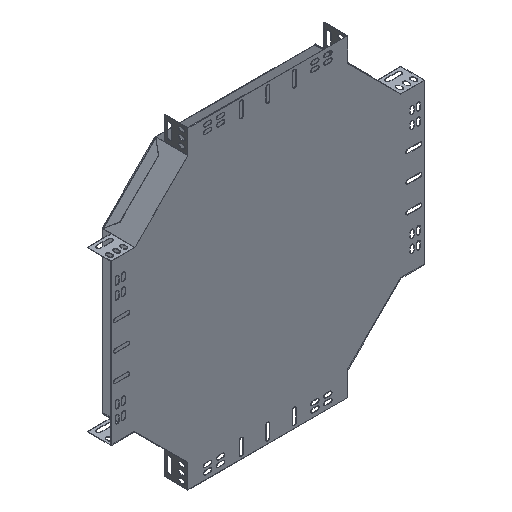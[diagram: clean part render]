
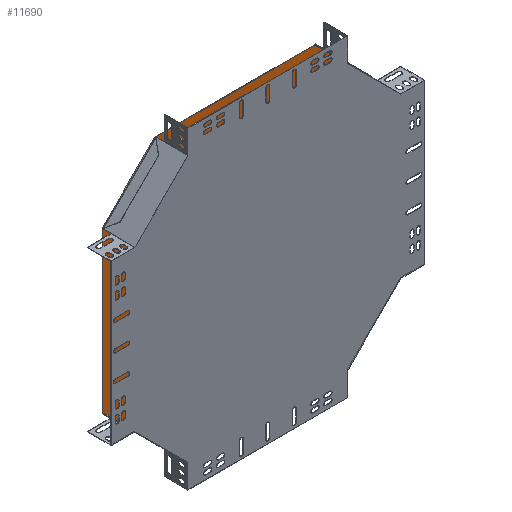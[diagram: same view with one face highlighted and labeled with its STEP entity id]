
A CAD part, isometric view. The second image highlights one B-rep face of the part: STEP entity #11690.
In plain terms, the highlighted planar face has unit normal (0, -1, 0).
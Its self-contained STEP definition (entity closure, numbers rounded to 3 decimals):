
#9 = EDGE_CURVE ( 'NONE', #12482, #7556, #6188, .T. ) ;
#429 = VECTOR ( 'NONE', #7105, 1000. ) ;
#588 = VECTOR ( 'NONE', #2212, 1000. ) ;
#666 = EDGE_CURVE ( 'NONE', #6285, #12482, #8823, .T. ) ;
#840 = EDGE_CURVE ( 'NONE', #9826, #8660, #6277, .T. ) ;
#952 = AXIS2_PLACEMENT_3D ( 'NONE', #12456, #13495, #7397 ) ;
#999 = EDGE_CURVE ( 'NONE', #3721, #3404, #8484, .T. ) ;
#1166 = EDGE_CURVE ( 'NONE', #7556, #10634, #11077, .T. ) ;
#1193 = DIRECTION ( 'NONE',  ( -0.707, 0., 0.707 ) ) ;
#1324 = VECTOR ( 'NONE', #6494, 1000. ) ;
#1361 = CARTESIAN_POINT ( 'NONE',  ( 159.263, 189.964, -246.549 ) ) ;
#1414 = DIRECTION ( 'NONE',  ( -0.707, 0., -0.707 ) ) ;
#1656 = LINE ( 'NONE', #5466, #1324 ) ;
#1933 = ORIENTED_EDGE ( 'NONE', *, *, #1166, .F. ) ;
#2212 = DIRECTION ( 'NONE',  ( -1., 0., 0. ) ) ;
#2532 = FACE_OUTER_BOUND ( 'NONE', #10468, .T. ) ;
#2605 = VECTOR ( 'NONE', #7772, 1000. ) ;
#3000 = CARTESIAN_POINT ( 'NONE',  ( -142.337, 189.964, 255.051 ) ) ;
#3089 = CARTESIAN_POINT ( 'NONE',  ( 259.263, 189.964, 155.051 ) ) ;
#3404 = VERTEX_POINT ( 'NONE', #3447 ) ;
#3447 = CARTESIAN_POINT ( 'NONE',  ( 259.263, 189.964, -146.549 ) ) ;
#3480 = ORIENTED_EDGE ( 'NONE', *, *, #13062, .F. ) ;
#3514 = CARTESIAN_POINT ( 'NONE',  ( 159.263, 189.964, -246.549 ) ) ;
#3721 = VERTEX_POINT ( 'NONE', #3089 ) ;
#3949 = CARTESIAN_POINT ( 'NONE',  ( -242.337, 189.964, -146.549 ) ) ;
#4172 = CARTESIAN_POINT ( 'NONE',  ( -142.337, 189.964, 255.051 ) ) ;
#4180 = CARTESIAN_POINT ( 'NONE',  ( -142.337, 189.964, -246.549 ) ) ;
#4318 = ORIENTED_EDGE ( 'NONE', *, *, #9, .F. ) ;
#4621 = EDGE_CURVE ( 'NONE', #10634, #3721, #1656, .T. ) ;
#5048 = CARTESIAN_POINT ( 'NONE',  ( -242.337, 189.964, -146.549 ) ) ;
#5115 = CARTESIAN_POINT ( 'NONE',  ( -242.337, 189.964, 155.051 ) ) ;
#5312 = ORIENTED_EDGE ( 'NONE', *, *, #5421, .F. ) ;
#5421 = EDGE_CURVE ( 'NONE', #8660, #6285, #8510, .T. ) ;
#5466 = CARTESIAN_POINT ( 'NONE',  ( 259.263, 189.964, 155.051 ) ) ;
#6188 = LINE ( 'NONE', #3000, #11569 ) ;
#6277 = LINE ( 'NONE', #9493, #588 ) ;
#6285 = VERTEX_POINT ( 'NONE', #3949 ) ;
#6494 = DIRECTION ( 'NONE',  ( 0.707, 0., -0.707 ) ) ;
#6518 = CARTESIAN_POINT ( 'NONE',  ( -242.337, 189.964, -146.549 ) ) ;
#6914 = ORIENTED_EDGE ( 'NONE', *, *, #4621, .F. ) ;
#7105 = DIRECTION ( 'NONE',  ( 0., 0., 1. ) ) ;
#7293 = DIRECTION ( 'NONE',  ( 1., 0., 0. ) ) ;
#7380 = ORIENTED_EDGE ( 'NONE', *, *, #666, .F. ) ;
#7397 = DIRECTION ( 'NONE',  ( 0., 0., -1. ) ) ;
#7556 = VERTEX_POINT ( 'NONE', #11358 ) ;
#7772 = DIRECTION ( 'NONE',  ( 0., 0., -1. ) ) ;
#8073 = VECTOR ( 'NONE', #7293, 1000. ) ;
#8193 = DIRECTION ( 'NONE',  ( 0.707, 0., 0.707 ) ) ;
#8329 = ORIENTED_EDGE ( 'NONE', *, *, #840, .F. ) ;
#8484 = LINE ( 'NONE', #9802, #2605 ) ;
#8510 = LINE ( 'NONE', #6518, #10877 ) ;
#8660 = VERTEX_POINT ( 'NONE', #4180 ) ;
#8823 = LINE ( 'NONE', #5048, #429 ) ;
#9130 = VECTOR ( 'NONE', #1414, 1000. ) ;
#9277 = ORIENTED_EDGE ( 'NONE', *, *, #999, .F. ) ;
#9493 = CARTESIAN_POINT ( 'NONE',  ( 159.263, 189.964, -246.549 ) ) ;
#9802 = CARTESIAN_POINT ( 'NONE',  ( 259.263, 189.964, 155.051 ) ) ;
#9826 = VERTEX_POINT ( 'NONE', #1361 ) ;
#10400 = PLANE ( 'NONE',  #952 ) ;
#10468 = EDGE_LOOP ( 'NONE', ( #4318, #7380, #5312, #8329, #3480, #9277, #6914, #1933 ) ) ;
#10634 = VERTEX_POINT ( 'NONE', #11807 ) ;
#10877 = VECTOR ( 'NONE', #1193, 1000. ) ;
#11077 = LINE ( 'NONE', #4172, #8073 ) ;
#11358 = CARTESIAN_POINT ( 'NONE',  ( -142.337, 189.964, 255.051 ) ) ;
#11569 = VECTOR ( 'NONE', #8193, 1000. ) ;
#11690 = ADVANCED_FACE ( 'NONE', ( #2532 ), #10400, .T. ) ;
#11807 = CARTESIAN_POINT ( 'NONE',  ( 159.263, 189.964, 255.051 ) ) ;
#11836 = LINE ( 'NONE', #3514, #9130 ) ;
#12456 = CARTESIAN_POINT ( 'NONE',  ( -393.137, 189.964, 4.251 ) ) ;
#12482 = VERTEX_POINT ( 'NONE', #5115 ) ;
#13062 = EDGE_CURVE ( 'NONE', #3404, #9826, #11836, .T. ) ;
#13495 = DIRECTION ( 'NONE',  ( 0., -1., 0. ) ) ;
